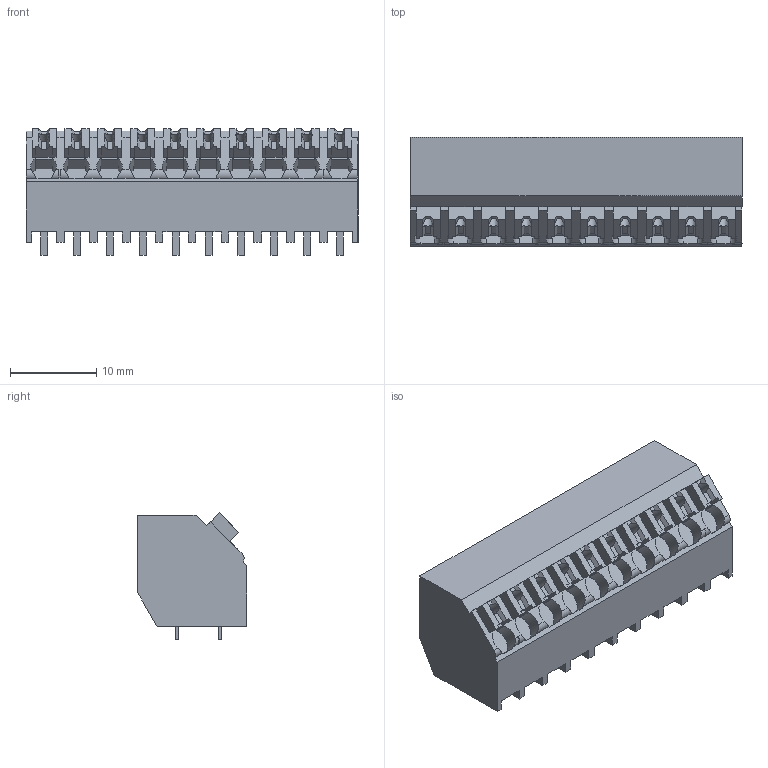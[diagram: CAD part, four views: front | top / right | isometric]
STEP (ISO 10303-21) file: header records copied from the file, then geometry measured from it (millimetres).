
FILE_DESCRIPTION(('CATIA V5 STEP Exchange','CAx-IF Rec.Pracs.--- Model Styling and Organization---1.2---2011-12-15'),'2;1');
FILE_NAME ('D1458485_0_1885490000_1885490000.stp','2018-03-20T11:11:12+00:00',('none'),('Weidmueller'),'CATIA Version 5-6 Release 2014','CATIA V5 STEP AP214','none');
FILE_SCHEMA(('AUTOMOTIVE_DESIGN { 1 0 10303 214 1 1 1 1 }'));
Length unit declared in the file: millimetre
Products named in the file (1): 1885490000
Bounding box: 38.49 x 12.7 x 14.66 mm (x, y, z)
Volume: 4405.3 mm3; surface area: 4095.4 mm2
Topology: 31 solids, 31 shells, 615 faces, 1759 edges, 1206 vertices
Faces by surface type: plane 561, cylinder 54
Entity records: 18474 total; most frequent: CARTESIAN_POINT 3648, ORIENTED_EDGE 3518, DIRECTION 2283, EDGE_CURVE 1759, VECTOR 1554, LINE 1554, VERTEX_POINT 1206, EDGE_LOOP 635
